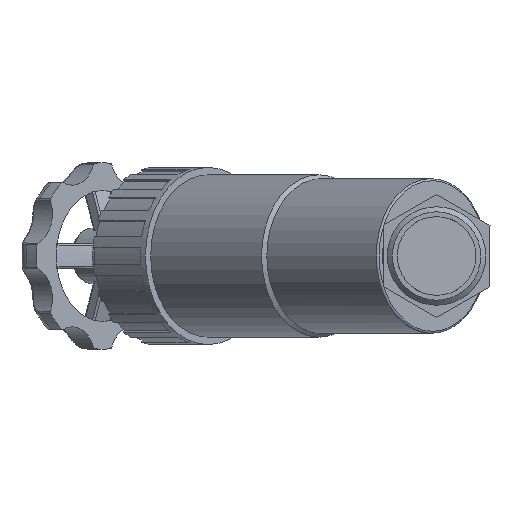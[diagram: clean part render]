
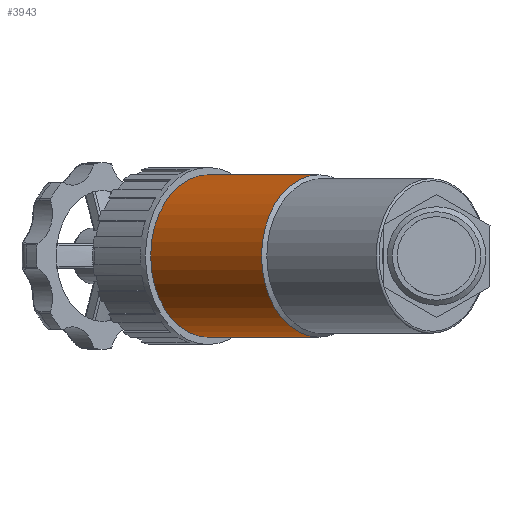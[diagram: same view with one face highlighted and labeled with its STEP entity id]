
A CAD part, left-side view. The second image highlights one B-rep face of the part: STEP entity #3943.
In plain terms, the highlighted cylindrical face has radius 27.405 mm (diameter 54.81 mm), a full revolution.
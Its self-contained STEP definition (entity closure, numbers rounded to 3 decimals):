
#712=FACE_BOUND('',#1456,.T.);
#797=CYLINDRICAL_SURFACE('',#4320,27.405);
#1216=FACE_OUTER_BOUND('',#1455,.T.);
#1455=EDGE_LOOP('',(#3582));
#1456=EDGE_LOOP('',(#3583));
#1700=CIRCLE('',#4319,27.405);
#1701=CIRCLE('',#4321,27.405);
#2023=VERTEX_POINT('',#8560);
#2024=VERTEX_POINT('',#8563);
#2558=EDGE_CURVE('',#2023,#2023,#1700,.T.);
#2559=EDGE_CURVE('',#2024,#2024,#1701,.T.);
#3582=ORIENTED_EDGE('',*,*,#2558,.T.);
#3583=ORIENTED_EDGE('',*,*,#2559,.F.);
#3943=ADVANCED_FACE('',(#1216,#712),#797,.T.);
#4319=AXIS2_PLACEMENT_3D('',#8561,#5246,#5247);
#4320=AXIS2_PLACEMENT_3D('',#8562,#5248,#5249);
#4321=AXIS2_PLACEMENT_3D('',#8564,#5250,#5251);
#5246=DIRECTION('center_axis',(0.707,0.707,0.));
#5247=DIRECTION('ref_axis',(0.707,-0.707,0.));
#5248=DIRECTION('center_axis',(0.707,0.707,0.));
#5249=DIRECTION('ref_axis',(-0.707,0.707,0.));
#5250=DIRECTION('center_axis',(0.707,0.707,0.));
#5251=DIRECTION('ref_axis',(0.707,-0.707,0.));
#8560=CARTESIAN_POINT('',(-6.567,59.089,0.));
#8561=CARTESIAN_POINT('Origin',(12.811,39.711,0.));
#8562=CARTESIAN_POINT('Origin',(31.521,58.421,0.));
#8563=CARTESIAN_POINT('',(30.853,96.509,0.));
#8564=CARTESIAN_POINT('Origin',(50.231,77.131,0.));
